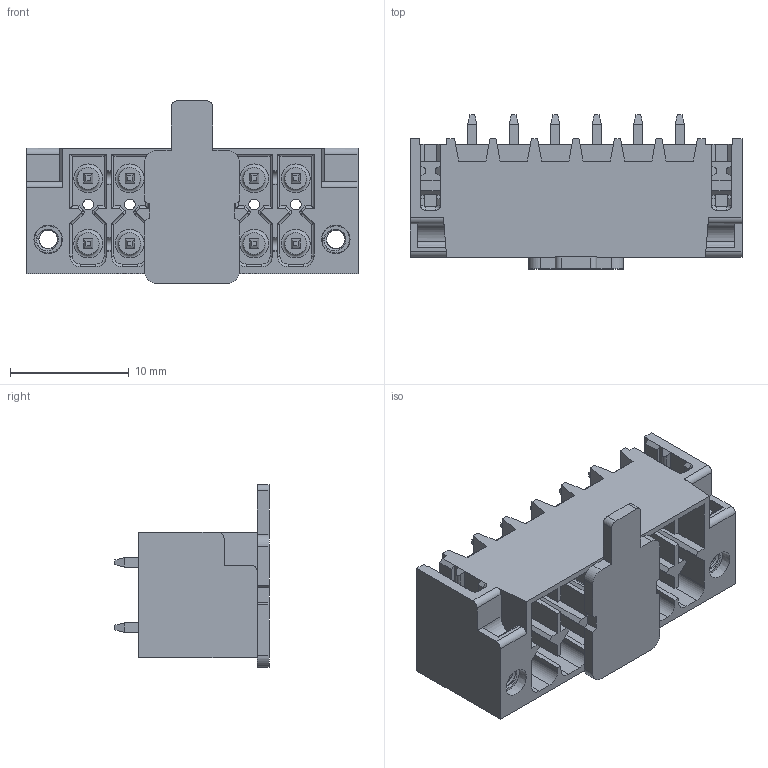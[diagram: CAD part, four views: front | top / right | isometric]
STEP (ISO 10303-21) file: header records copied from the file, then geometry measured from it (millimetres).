
FILE_DESCRIPTION(/* description */ ('Unknown'),/* implementation_level */ '2;1');
FILE_NAME(/* name */ '691778130012',/* time_stamp */ '2024-07-24T15:44:14+02:00',/* author */ ('Unknown'),/* organization */ ('Unknown'),/* preprocessor_version */ 'ST-DEVELOPER v19.4',/* originating_system */ 'Solid Edge',/* authorisation */ 'Unknown');
FILE_SCHEMA (('AUTOMOTIVE_DESIGN {1 0 10303 214 3 1 1}'));
Length unit declared in the file: millimetre
Products named in the file (5): 6917781300xx; 691778130012; 6917781300xx_Pin; 6913781300xx_Nut; 6917781000xx_Cap Even
Assembly tree (16 placements, depth 2):
  6917781300xx
    691778130012
    6917781300xx_Pin  x12
    6913781300xx_Nut  x2
    6917781000xx_Cap Even
Bounding box: 28 x 13 x 15.4 mm (x, y, z)
Volume: 1457.6 mm3; surface area: 4022.4 mm2
Topology: 16 solids, 16 shells, 841 faces, 2106 edges, 1316 vertices
Faces by surface type: plane 631, cylinder 162, torus 36, cone 8, bspline 4
Full cylindrical faces by diameter (mm): 0.9 x6, 1.83 x12, 2 x4
Entity records: 21410 total; most frequent: CARTESIAN_POINT 4661, ORIENTED_EDGE 3418, DIRECTION 3370, EDGE_CURVE 1709, LINE 1378, VECTOR 1378, VERTEX_POINT 1100, AXIS2_PLACEMENT_3D 996
